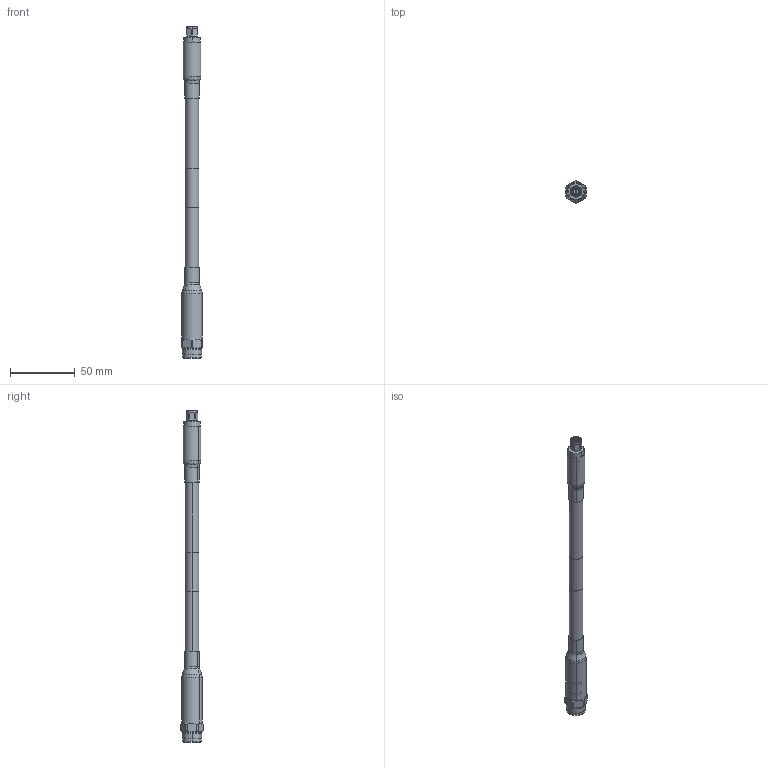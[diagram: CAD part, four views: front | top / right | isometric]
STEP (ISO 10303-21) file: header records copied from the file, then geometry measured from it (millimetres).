
FILE_DESCRIPTION (( 'STEP AP214' ), '1' );
FILE_NAME ('FMC0203400LF_3D.STEP', '2021-11-18T23:08:09', ( '' ), ( '' ), 'SwSTEP 2.0', 'SolidWorks 2021', '' );
FILE_SCHEMA (( 'AUTOMOTIVE_DESIGN' ));
Length unit declared in the file: inch
Products named in the file (12): EZ-400-TM-X; EZ-400-TM-X_body; TC-400-SM-X_c-contact; CA-400-MA1_3_1.5"; EZ-400-TM-X_ferrule; TC-400-SM-X_ferrule; TC-400-SM-X; TC-400-SM-X_body; TC-400-SM-X_insulator; LMR-400_WITH LABEL; CA-400-MA1_2_1.5"; FMC0203400LF_3D
Assembly tree (11 placements, depth 3):
  FMC0203400LF_3D
    LMR-400_WITH LABEL
    TC-400-SM-X
      TC-400-SM-X_body
      TC-400-SM-X_c-contact
      TC-400-SM-X_insulator
      TC-400-SM-X_ferrule
    EZ-400-TM-X
      EZ-400-TM-X_body
      EZ-400-TM-X_ferrule
    CA-400-MA1_2_1.5"
    CA-400-MA1_3_1.5"
Bounding box: 15.75 x 17.5 x 257.02 mm (x, y, z)
Volume: 26114.1 mm3; surface area: 22877 mm2
Topology: 9 solids, 9 shells, 326 faces, 673 edges, 396 vertices
Faces by surface type: cylinder 127, cone 114, plane 61, torus 22, sphere 2
Entity records: 9391 total; most frequent: DIRECTION 1717, CARTESIAN_POINT 1661, ORIENTED_EDGE 1342, AXIS2_PLACEMENT_3D 732, EDGE_CURVE 671, VERTEX_POINT 396, CIRCLE 390, EDGE_LOOP 369
